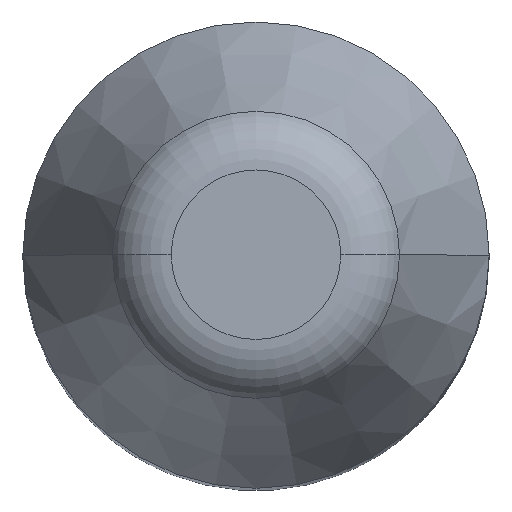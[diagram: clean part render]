
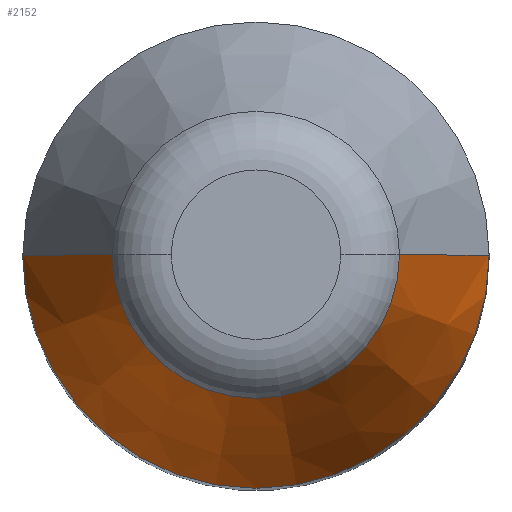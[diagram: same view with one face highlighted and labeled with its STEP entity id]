
A CAD part, top view. The second image highlights one B-rep face of the part: STEP entity #2152.
In plain terms, the highlighted conical face has half-angle 22.62 degrees and reference radius 5.5 mm.
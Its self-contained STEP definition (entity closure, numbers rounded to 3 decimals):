
#709 = CARTESIAN_POINT ( 'NONE',  ( 3.385, 0., 46.077 ) ) ;
#825 = DIRECTION ( 'NONE',  ( -0.385, 0., -0.923 ) ) ;
#826 = VECTOR ( 'NONE', #825, 1000. ) ;
#827 = CARTESIAN_POINT ( 'NONE',  ( -5.5, 0., 41. ) ) ;
#828 = LINE ( 'NONE', #827, #826 ) ;
#840 = CARTESIAN_POINT ( 'NONE',  ( -5.5, 0., 41. ) ) ;
#847 = CARTESIAN_POINT ( 'NONE',  ( 5.5, 0., 41. ) ) ;
#848 = DIRECTION ( 'NONE',  ( 0.385, 0., -0.923 ) ) ;
#849 = VECTOR ( 'NONE', #848, 1000. ) ;
#850 = CARTESIAN_POINT ( 'NONE',  ( 5.5, 0., 41. ) ) ;
#851 = LINE ( 'NONE', #850, #849 ) ;
#856 = CARTESIAN_POINT ( 'NONE',  ( -3.385, 0., 46.077 ) ) ;
#1217 = DIRECTION ( 'NONE',  ( 1., 0., 0. ) ) ;
#1218 = DIRECTION ( 'NONE',  ( 0., 0., -1. ) ) ;
#1219 = CARTESIAN_POINT ( 'NONE',  ( 0., 0., 46.077 ) ) ;
#1220 = AXIS2_PLACEMENT_3D ( 'NONE', #1219, #1218, #1217 ) ;
#1221 = CIRCLE ( 'NONE', #1220, 3.385 ) ;
#1259 = DIRECTION ( 'NONE',  ( 1., 0., 0. ) ) ;
#1260 = DIRECTION ( 'NONE',  ( 0., 0., 1. ) ) ;
#1261 = CARTESIAN_POINT ( 'NONE',  ( 0., 0., 41. ) ) ;
#1262 = AXIS2_PLACEMENT_3D ( 'NONE', #1261, #1260, #1259 ) ;
#1263 = DIRECTION ( 'NONE',  ( -1., 0., 0. ) ) ;
#1264 = DIRECTION ( 'NONE',  ( 0., 0., -1. ) ) ;
#1265 = CARTESIAN_POINT ( 'NONE',  ( 0., 0., 41. ) ) ;
#1266 = AXIS2_PLACEMENT_3D ( 'NONE', #1265, #1264, #1263 ) ;
#1267 = CIRCLE ( 'NONE', #1262, 5.5 ) ;
#1268 = CONICAL_SURFACE ( 'NONE', #1266, 5.5, 0.395 ) ;
#1269 = FACE_OUTER_BOUND ( 'NONE', #2154, .T. ) ;
#1905 = VERTEX_POINT ( 'NONE', #709 ) ;
#1926 = EDGE_CURVE ( 'NONE', #1943, #1952, #828, .T. ) ;
#1943 = VERTEX_POINT ( 'NONE', #856 ) ;
#1947 = EDGE_CURVE ( 'NONE', #1905, #1948, #851, .T. ) ;
#1948 = VERTEX_POINT ( 'NONE', #847 ) ;
#1952 = VERTEX_POINT ( 'NONE', #840 ) ;
#2134 = ORIENTED_EDGE ( 'NONE', *, *, #2153, .T. ) ;
#2136 = ORIENTED_EDGE ( 'NONE', *, *, #1926, .T. ) ;
#2139 = EDGE_CURVE ( 'NONE', #1905, #1943, #1221, .T. ) ;
#2140 = ORIENTED_EDGE ( 'NONE', *, *, #1947, .F. ) ;
#2141 = ORIENTED_EDGE ( 'NONE', *, *, #2139, .T. ) ;
#2152 = ADVANCED_FACE ( 'NONE', ( #1269 ), #1268, .T. ) ;
#2153 = EDGE_CURVE ( 'NONE', #1952, #1948, #1267, .T. ) ;
#2154 = EDGE_LOOP ( 'NONE', ( #2140, #2141, #2136, #2134 ) ) ;
